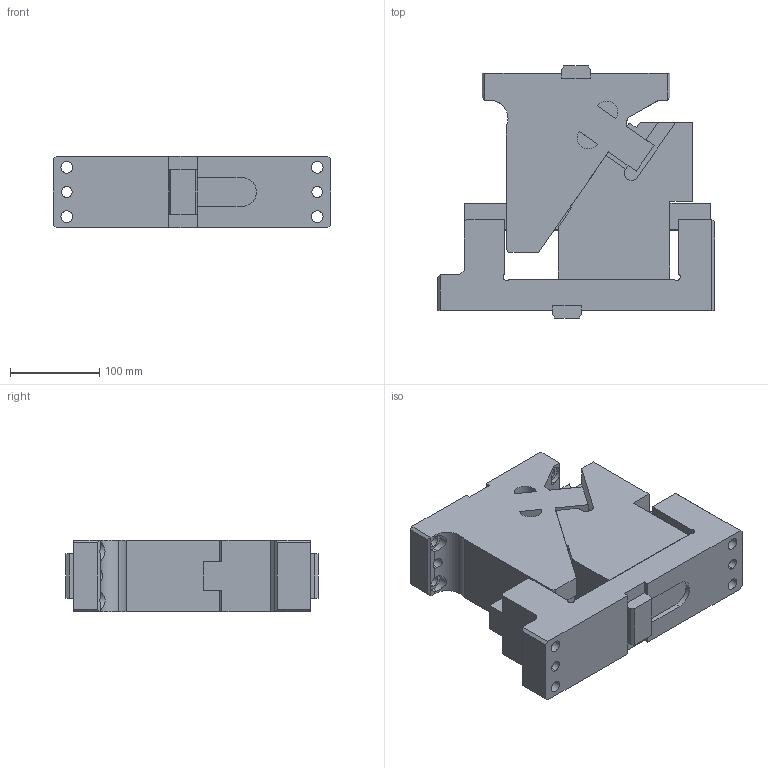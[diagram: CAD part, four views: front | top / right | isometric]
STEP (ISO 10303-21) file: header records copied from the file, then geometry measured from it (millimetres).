
FILE_DESCRIPTION(('CATIA V5 STEP Exchange'),'2;1');
FILE_NAME('CDCP_80_00_60.stp','2016-09-23T15:07:45+00:00',('none'),('none'),'CATIA Version 5 Release 20 GA (IN-10)','CATIA V5 STEP AP203','none');
FILE_SCHEMA(('CONFIG_CONTROL_DESIGN'));
Length unit declared in the file: millimetre
Products named in the file (1): CDCP-80-00-60
Bounding box: 310 x 282 x 80 mm (x, y, z)
Volume: 4580504 mm3; surface area: 381110.7 mm2
Topology: 3 solids, 3 shells, 192 faces, 534 edges, 349 vertices
Faces by surface type: plane 129, cylinder 63
Entity records: 6532 total; most frequent: CARTESIAN_POINT 1678, ORIENTED_EDGE 1068, DIRECTION 841, EDGE_CURVE 534, VECTOR 388, LINE 388, VERTEX_POINT 349, AXIS2_PLACEMENT_3D 280
